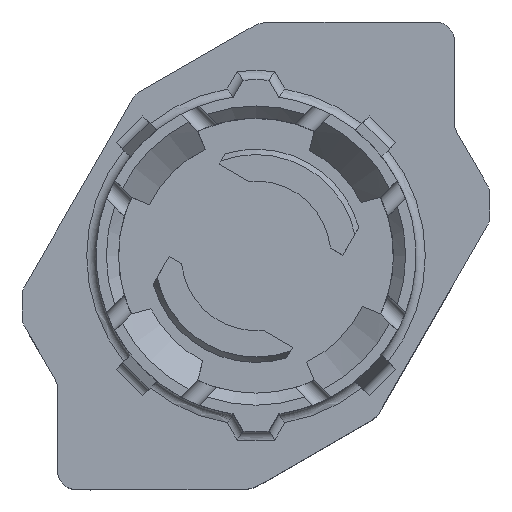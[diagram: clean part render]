
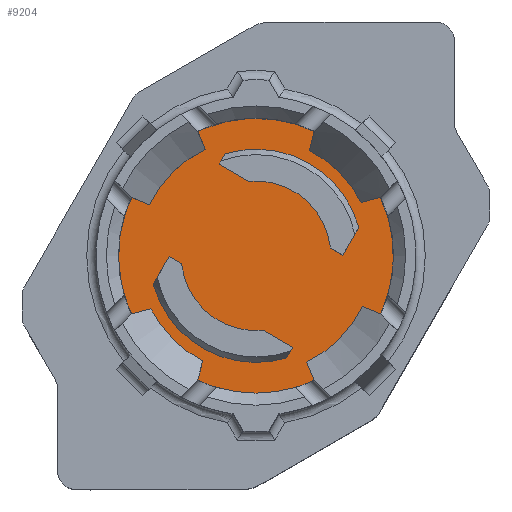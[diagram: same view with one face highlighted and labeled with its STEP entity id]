
A CAD part, top view. The second image highlights one B-rep face of the part: STEP entity #9204.
In plain terms, the highlighted planar face has unit normal (0, 0, 1).
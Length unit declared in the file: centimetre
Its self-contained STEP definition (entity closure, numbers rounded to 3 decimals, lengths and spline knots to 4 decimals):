
#923=FACE_BOUND($,#985,.T.);
#924=FACE_BOUND($,#986,.T.);
#925=FACE_BOUND($,#987,.T.);
#985=EDGE_LOOP($,(#6058,#6059,#6060,#6061,#6062,#6063));
#986=EDGE_LOOP($,(#6064,#6065,#6066,#6067,#6068,#6069));
#987=EDGE_LOOP($,(#6070));
#1567=LINE($,#12544,#2589);
#1568=LINE($,#12546,#2590);
#1569=LINE($,#12550,#2591);
#1570=LINE($,#12551,#2592);
#1571=LINE($,#12556,#2593);
#1572=LINE($,#12558,#2594);
#1573=LINE($,#12562,#2595);
#1574=LINE($,#12563,#2596);
#2589=VECTOR($,#10330,0.1711);
#2590=VECTOR($,#10331,0.0763);
#2591=VECTOR($,#10334,0.1818);
#2592=VECTOR($,#10335,0.0657);
#2593=VECTOR($,#10338,0.1711);
#2594=VECTOR($,#10339,0.0763);
#2595=VECTOR($,#10342,0.1818);
#2596=VECTOR($,#10343,0.0657);
#3611=CIRCLE($,#9730,0.57);
#3612=CIRCLE($,#9731,0.4);
#3613=CIRCLE($,#9732,0.57);
#3614=CIRCLE($,#9733,0.4);
#3615=CIRCLE($,#9734,0.735);
#3748=VERTEX_POINT($,#12540);
#3749=VERTEX_POINT($,#12541);
#3750=VERTEX_POINT($,#12543);
#3751=VERTEX_POINT($,#12545);
#3752=VERTEX_POINT($,#12547);
#3753=VERTEX_POINT($,#12549);
#3754=VERTEX_POINT($,#12552);
#3755=VERTEX_POINT($,#12553);
#3756=VERTEX_POINT($,#12555);
#3757=VERTEX_POINT($,#12557);
#3758=VERTEX_POINT($,#12559);
#3759=VERTEX_POINT($,#12561);
#3760=VERTEX_POINT($,#12564);
#4667=EDGE_CURVE($,#3748,#3749,#3611,.T.);
#4668=EDGE_CURVE($,#3750,#3748,#1567,.T.);
#4669=EDGE_CURVE($,#3751,#3750,#1568,.T.);
#4670=EDGE_CURVE($,#3752,#3751,#3612,.T.);
#4671=EDGE_CURVE($,#3753,#3752,#1569,.T.);
#4672=EDGE_CURVE($,#3749,#3753,#1570,.T.);
#4673=EDGE_CURVE($,#3754,#3755,#3613,.T.);
#4674=EDGE_CURVE($,#3756,#3754,#1571,.T.);
#4675=EDGE_CURVE($,#3757,#3756,#1572,.T.);
#4676=EDGE_CURVE($,#3758,#3757,#3614,.T.);
#4677=EDGE_CURVE($,#3759,#3758,#1573,.T.);
#4678=EDGE_CURVE($,#3755,#3759,#1574,.T.);
#4679=EDGE_CURVE($,#3760,#3760,#3615,.T.);
#6058=ORIENTED_EDGE($,*,*,#4667,.F.);
#6059=ORIENTED_EDGE($,*,*,#4668,.F.);
#6060=ORIENTED_EDGE($,*,*,#4669,.F.);
#6061=ORIENTED_EDGE($,*,*,#4670,.F.);
#6062=ORIENTED_EDGE($,*,*,#4671,.F.);
#6063=ORIENTED_EDGE($,*,*,#4672,.F.);
#6064=ORIENTED_EDGE($,*,*,#4673,.F.);
#6065=ORIENTED_EDGE($,*,*,#4674,.F.);
#6066=ORIENTED_EDGE($,*,*,#4675,.F.);
#6067=ORIENTED_EDGE($,*,*,#4676,.F.);
#6068=ORIENTED_EDGE($,*,*,#4677,.F.);
#6069=ORIENTED_EDGE($,*,*,#4678,.F.);
#6070=ORIENTED_EDGE($,*,*,#4679,.F.);
#8840=PLANE($,#9729);
#9204=ADVANCED_FACE($,(#923,#924,#925),#8840,.T.);
#9729=AXIS2_PLACEMENT_3D($,#12539,#10326,#10327);
#9730=AXIS2_PLACEMENT_3D($,#12542,#10328,#10329);
#9731=AXIS2_PLACEMENT_3D($,#12548,#10332,#10333);
#9732=AXIS2_PLACEMENT_3D($,#12554,#10336,#10337);
#9733=AXIS2_PLACEMENT_3D($,#12560,#10340,#10341);
#9734=AXIS2_PLACEMENT_3D($,#12565,#10344,#10345);
#10326=DIRECTION('center_axis',(0.,0.,
1.));
#10327=DIRECTION('ref_axis',(1.,0.,0.));
#10328=DIRECTION('center_axis',(0.,0.,
1.));
#10329=DIRECTION('ref_axis',(-0.964,-0.266,0.));
#10330=DIRECTION($,(-0.5,-0.866,0.));
#10331=DIRECTION($,(-0.866,0.5,0.));
#10332=DIRECTION('center_axis',(0.,0.,
-1.));
#10333=DIRECTION('ref_axis',(-0.911,-0.412,0.));
#10334=DIRECTION($,(-0.866,0.5,0.));
#10335=DIRECTION($,(0.5,0.866,0.));
#10336=DIRECTION('center_axis',(0.,0.,
1.));
#10337=DIRECTION('ref_axis',(-0.964,-0.266,0.));
#10338=DIRECTION($,(0.5,0.866,0.));
#10339=DIRECTION($,(0.866,-0.5,0.));
#10340=DIRECTION('center_axis',(0.,0.,
-1.));
#10341=DIRECTION('ref_axis',(0.911,0.412,0.));
#10342=DIRECTION($,(0.866,-0.5,0.));
#10343=DIRECTION($,(-0.5,-0.866,0.));
#10344=DIRECTION('center_axis',(0.,0.,
-1.));
#10345=DIRECTION('ref_axis',(0.,1.,0.));
#12539=CARTESIAN_POINT('Origin',(0.925,1.1995,1.525));
#12540=CARTESIAN_POINT('',(0.3756,1.0478,1.525));
#12541=CARTESIAN_POINT('',(1.089,0.6536,1.525));
#12542=CARTESIAN_POINT('Origin',(0.925,1.1995,1.525));
#12543=CARTESIAN_POINT('',(0.4611,1.196,1.525));
#12544=CARTESIAN_POINT($,(0.7498,1.6961,1.525));
#12545=CARTESIAN_POINT('',(0.5272,1.1578,1.525));
#12546=CARTESIAN_POINT($,(0.6343,1.096,1.525));
#12547=CARTESIAN_POINT('',(0.9644,0.8015,1.525));
#12548=CARTESIAN_POINT('Origin',(0.925,1.1995,1.525));
#12549=CARTESIAN_POINT('',(1.1219,0.7106,1.525));
#12550=CARTESIAN_POINT($,(0.8635,0.8598,1.525));
#12551=CARTESIAN_POINT($,(1.2032,0.8513,1.525));
#12552=CARTESIAN_POINT('',(1.4744,1.3512,1.525));
#12553=CARTESIAN_POINT('',(0.761,1.7454,1.525));
#12554=CARTESIAN_POINT('Origin',(0.925,1.1995,1.525));
#12555=CARTESIAN_POINT('',(1.3889,1.203,1.525));
#12556=CARTESIAN_POINT($,(1.1002,0.7029,1.525));
#12557=CARTESIAN_POINT('',(1.3228,1.2412,1.525));
#12558=CARTESIAN_POINT($,(1.2157,1.303,1.525));
#12559=CARTESIAN_POINT('',(0.8856,1.5976,1.525));
#12560=CARTESIAN_POINT('Origin',(0.925,1.1995,1.525));
#12561=CARTESIAN_POINT('',(0.7281,1.6885,1.525));
#12562=CARTESIAN_POINT($,(0.9865,1.5393,1.525));
#12563=CARTESIAN_POINT($,(0.6468,1.5477,1.525));
#12564=CARTESIAN_POINT('',(0.925,0.4645,1.525));
#12565=CARTESIAN_POINT('Origin',(0.925,1.1995,1.525));
